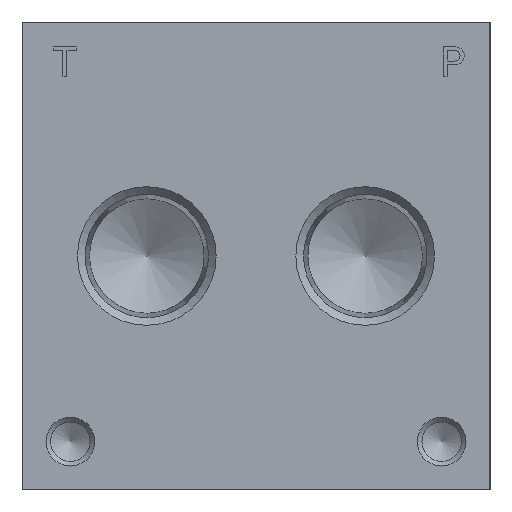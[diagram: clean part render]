
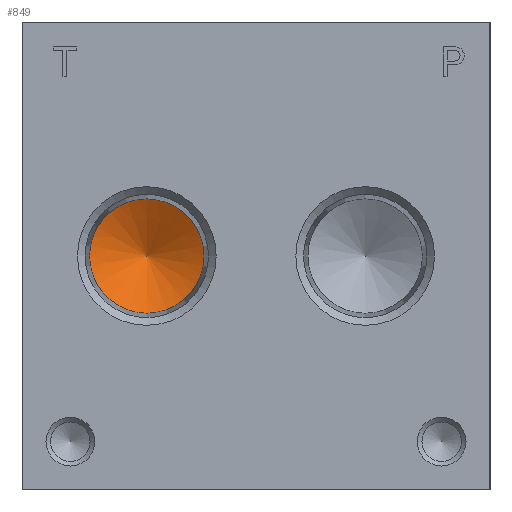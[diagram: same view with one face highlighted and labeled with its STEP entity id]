
A CAD part, left-side view. The second image highlights one B-rep face of the part: STEP entity #849.
In plain terms, the highlighted conical face has half-angle 61.526 degrees and reference radius 9.32 mm.
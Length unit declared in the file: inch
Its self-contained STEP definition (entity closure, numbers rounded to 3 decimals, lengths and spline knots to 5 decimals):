
#849 = ADVANCED_FACE( '', ( #2310, #2311 ), #2312, .F. );
#2310 = FACE_BOUND( '', #4707, .T. );
#2311 = FACE_OUTER_BOUND( '', #4708, .T. );
#2312 = CONICAL_SURFACE( '', #4709, 0.36691, 1.074 );
#4707 = VERTEX_LOOP( '', #7428 );
#4708 = EDGE_LOOP( '', ( #7429 ) );
#4709 = AXIS2_PLACEMENT_3D( '', #7430, #7431, #7432 );
#7428 = VERTEX_POINT( '', #12640 );
#7429 = ORIENTED_EDGE( '', *, *, #12641, .F. );
#7430 = CARTESIAN_POINT( '', ( 0.962, 2.2, 1.5 ) );
#7431 = DIRECTION( '', ( -1., 0., 0. ) );
#7432 = DIRECTION( '', ( 0., 0., 1. ) );
#12640 = CARTESIAN_POINT( '', ( 1.161, 2.2, 1.5 ) );
#12641 = EDGE_CURVE( '', #14964, #14964, #14965, .T. );
#14964 = VERTEX_POINT( '', #18158 );
#14965 = CIRCLE( '', #18159, 0.36691 );
#18158 = CARTESIAN_POINT( '', ( 0.962, 2.2, 1.13309 ) );
#18159 = AXIS2_PLACEMENT_3D( '', #21711, #21712, #21713 );
#21711 = CARTESIAN_POINT( '', ( 0.962, 2.2, 1.5 ) );
#21712 = DIRECTION( '', ( 1., 0., 0. ) );
#21713 = DIRECTION( '', ( 0., 0., -1. ) );
